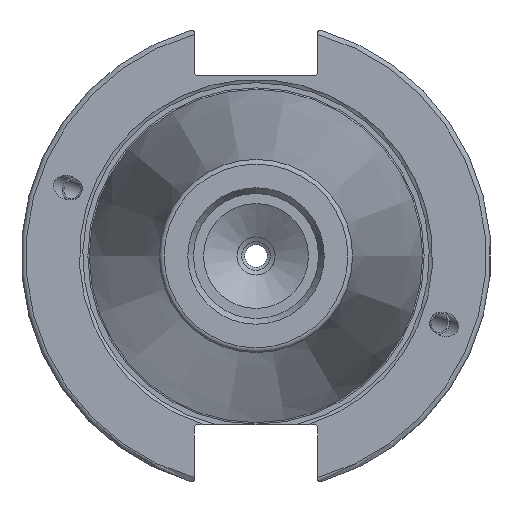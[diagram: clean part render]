
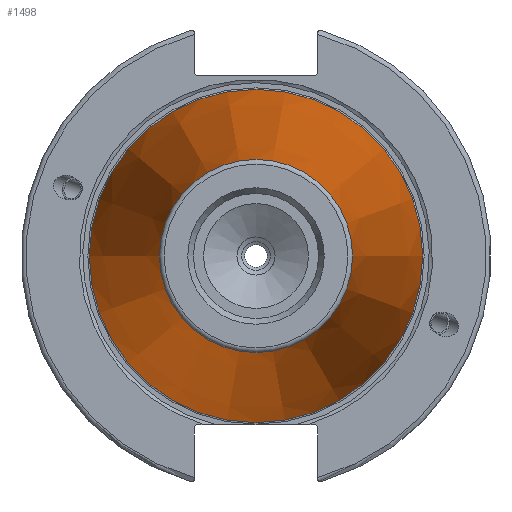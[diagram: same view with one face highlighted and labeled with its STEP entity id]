
A CAD part, left-side view. The second image highlights one B-rep face of the part: STEP entity #1498.
In plain terms, the highlighted conical face has half-angle 8.297 degrees and reference radius 27.517 mm.
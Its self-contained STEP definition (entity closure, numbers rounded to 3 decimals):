
#83=CONICAL_SURFACE('',#1661,27.517,0.145);
#214=LINE('',#2966,#308);
#308=VECTOR('',#2004,27.517);
#407=FACE_OUTER_BOUND('',#504,.T.);
#504=EDGE_LOOP('',(#1287,#1288,#1289,#1290,#1291));
#589=CIRCLE('',#1655,20.233);
#590=CIRCLE('',#1656,20.233);
#594=CIRCLE('',#1662,34.925);
#741=VERTEX_POINT('',#2953);
#742=VERTEX_POINT('',#2954);
#745=VERTEX_POINT('',#2964);
#939=EDGE_CURVE('',#741,#742,#589,.T.);
#940=EDGE_CURVE('',#742,#741,#590,.T.);
#944=EDGE_CURVE('',#745,#745,#594,.T.);
#945=EDGE_CURVE('',#745,#742,#214,.T.);
#1287=ORIENTED_EDGE('',*,*,#944,.F.);
#1288=ORIENTED_EDGE('',*,*,#945,.T.);
#1289=ORIENTED_EDGE('',*,*,#939,.F.);
#1290=ORIENTED_EDGE('',*,*,#940,.F.);
#1291=ORIENTED_EDGE('',*,*,#945,.F.);
#1498=ADVANCED_FACE('',(#407),#83,.T.);
#1655=AXIS2_PLACEMENT_3D('',#2955,#1988,#1989);
#1656=AXIS2_PLACEMENT_3D('',#2956,#1990,#1991);
#1661=AXIS2_PLACEMENT_3D('',#2963,#2000,#2001);
#1662=AXIS2_PLACEMENT_3D('',#2965,#2002,#2003);
#1988=DIRECTION('center_axis',(-1.,0.,0.));
#1989=DIRECTION('ref_axis',(0.,-1.,0.));
#1990=DIRECTION('center_axis',(-1.,0.,0.));
#1991=DIRECTION('ref_axis',(0.,-1.,0.));
#2000=DIRECTION('center_axis',(1.,0.,0.));
#2001=DIRECTION('ref_axis',(0.,1.,0.));
#2002=DIRECTION('center_axis',(1.,0.,0.));
#2003=DIRECTION('ref_axis',(0.,0.,-1.));
#2004=DIRECTION('',(-0.99,0.144,0.));
#2953=CARTESIAN_POINT('',(-100.744,0.,20.233));
#2954=CARTESIAN_POINT('',(-100.744,-20.233,0.));
#2955=CARTESIAN_POINT('Origin',(-100.744,0.,0.));
#2956=CARTESIAN_POINT('Origin',(-100.744,0.,0.));
#2963=CARTESIAN_POINT('Origin',(-50.8,0.,0.));
#2964=CARTESIAN_POINT('',(0.,-34.925,0.));
#2965=CARTESIAN_POINT('Origin',(0.,0.,0.));
#2966=CARTESIAN_POINT('',(-50.8,-27.517,0.));
